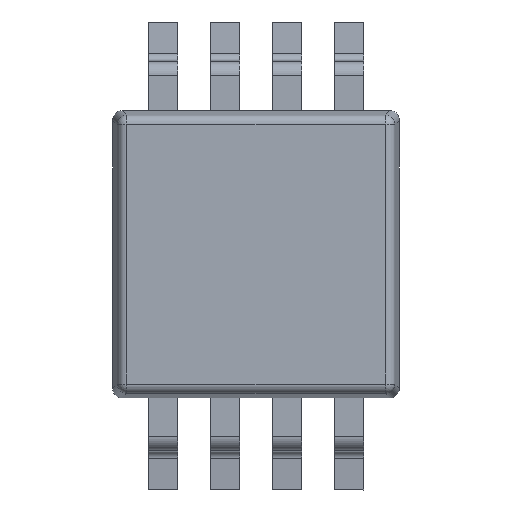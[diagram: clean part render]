
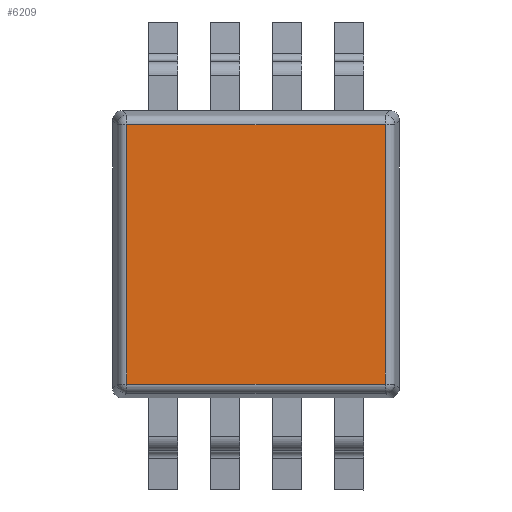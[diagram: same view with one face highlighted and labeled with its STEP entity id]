
A CAD part, front view. The second image highlights one B-rep face of the part: STEP entity #6209.
In plain terms, the highlighted face is planar.
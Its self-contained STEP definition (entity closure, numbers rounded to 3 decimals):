
#1811=ORIENTED_EDGE('',*,*,#2843,.T.);
#1812=ORIENTED_EDGE('',*,*,#2818,.T.);
#1813=ORIENTED_EDGE('',*,*,#2844,.T.);
#1814=ORIENTED_EDGE('',*,*,#2822,.T.);
#2818=EDGE_CURVE('',#3442,#3441,#4170,.F.);
#2822=EDGE_CURVE('',#3446,#3445,#4172,.F.);
#2843=EDGE_CURVE('',#3445,#3442,#4177,.F.);
#2844=EDGE_CURVE('',#3441,#3446,#4178,.F.);
#3441=VERTEX_POINT('',#10121);
#3442=VERTEX_POINT('',#10123);
#3445=VERTEX_POINT('',#10130);
#3446=VERTEX_POINT('',#10132);
#4170=LINE('',#10122,#4907);
#4172=LINE('',#10131,#4909);
#4177=LINE('',#10175,#4914);
#4178=LINE('',#10176,#4915);
#4907=VECTOR('',#8301,1000.);
#4909=VECTOR('',#8309,1000.);
#4914=VECTOR('',#8362,1000.);
#4915=VECTOR('',#8363,1000.);
#5277=EDGE_LOOP('',(#1811,#1812,#1813,#1814));
#5632=FACE_BOUND('',#5277,.T.);
#5903=PLANE('',#6762);
#6209=ADVANCED_FACE('',(#5632),#5903,.T.);
#6762=AXIS2_PLACEMENT_3D('',#10174,#8360,#8361);
#8301=DIRECTION('',(1.,0.,0.));
#8309=DIRECTION('',(-1.,0.,0.));
#8360=DIRECTION('',(0.,0.,1.));
#8361=DIRECTION('',(1.,0.,0.));
#8362=DIRECTION('',(0.,-1.,0.));
#8363=DIRECTION('',(0.,1.,0.));
#10121=CARTESIAN_POINT('',(-0.649,1.954,0.35));
#10122=CARTESIAN_POINT('',(-0.733,1.954,0.35));
#10123=CARTESIAN_POINT('',(2.068,1.954,0.35));
#10130=CARTESIAN_POINT('',(2.068,-0.754,0.35));
#10131=CARTESIAN_POINT('',(2.152,-0.754,0.35));
#10132=CARTESIAN_POINT('',(-0.649,-0.754,0.35));
#10174=CARTESIAN_POINT('',(-0.794,2.1,0.35));
#10175=CARTESIAN_POINT('',(2.068,2.038,0.35));
#10176=CARTESIAN_POINT('',(-0.649,-0.838,0.35));
